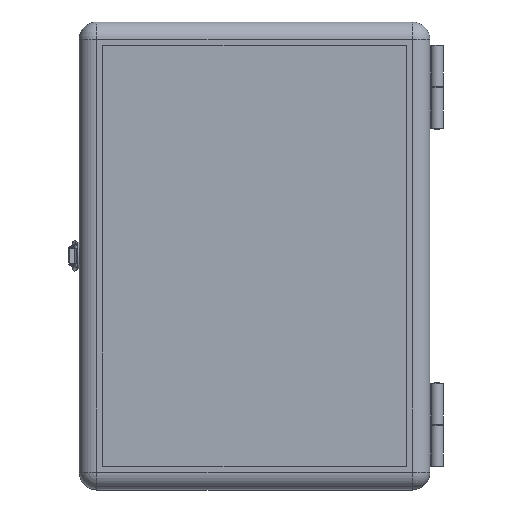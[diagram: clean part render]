
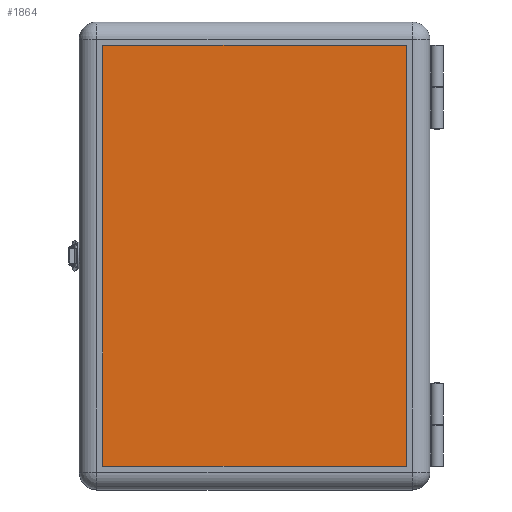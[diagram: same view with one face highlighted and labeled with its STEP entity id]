
A CAD part, top view. The second image highlights one B-rep face of the part: STEP entity #1864.
In plain terms, the highlighted face is planar.
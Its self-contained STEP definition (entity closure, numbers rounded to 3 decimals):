
#1864 = ADVANCED_FACE ( 'NONE', ( #54280 ), #54281, .F. ) ;
#5059 = VERTEX_POINT ( 'NONE', #59188 ) ;
#7011 = VECTOR ( 'NONE', #7724, 1000. ) ;
#7021 = VECTOR ( 'NONE', #7735, 1000. ) ;
#7023 = VECTOR ( 'NONE', #7741, 1000. ) ;
#7026 = VECTOR ( 'NONE', #7751, 1000. ) ;
#7713 = LINE ( 'NONE', #7722, #7011 ) ;
#7722 = CARTESIAN_POINT ( 'NONE',  ( -133.5, -180., 0. ) ) ;
#7724 = DIRECTION ( 'NONE',  ( 1., 0., 0. ) ) ;
#7733 = LINE ( 'NONE', #7734, #7021 ) ;
#7734 = CARTESIAN_POINT ( 'NONE',  ( -130., -183.5, 0. ) ) ;
#7735 = DIRECTION ( 'NONE',  ( 0., -1., 0. ) ) ;
#7739 = LINE ( 'NONE', #7740, #7023 ) ;
#7740 = CARTESIAN_POINT ( 'NONE',  ( 130., -183.5, 0. ) ) ;
#7741 = DIRECTION ( 'NONE',  ( 0., 1., 0. ) ) ;
#7748 = LINE ( 'NONE', #7750, #7026 ) ;
#7750 = CARTESIAN_POINT ( 'NONE',  ( -133.5, 180., 0. ) ) ;
#7751 = DIRECTION ( 'NONE',  ( -1., 0., 0. ) ) ;
#8919 = CARTESIAN_POINT ( 'NONE',  ( -130., -180., 0. ) ) ;
#8957 = CARTESIAN_POINT ( 'NONE',  ( -130., 180., 0. ) ) ;
#8971 = CARTESIAN_POINT ( 'NONE',  ( 130., -180., 0. ) ) ;
#22938 = AXIS2_PLACEMENT_3D ( 'NONE', #54272, #54283, #54284 ) ;
#23767 = EDGE_CURVE ( 'NONE', #31615, #31667, #7713, .T. ) ;
#23771 = EDGE_CURVE ( 'NONE', #31653, #31615, #7733, .T. ) ;
#23773 = EDGE_CURVE ( 'NONE', #31667, #5059, #7739, .T. ) ;
#23776 = EDGE_CURVE ( 'NONE', #5059, #31653, #7748, .T. ) ;
#31615 = VERTEX_POINT ( 'NONE', #8919 ) ;
#31653 = VERTEX_POINT ( 'NONE', #8957 ) ;
#31667 = VERTEX_POINT ( 'NONE', #8971 ) ;
#35127 = ORIENTED_EDGE ( 'NONE', *, *, #23767, .F. ) ;
#35129 = ORIENTED_EDGE ( 'NONE', *, *, #23771, .F. ) ;
#35131 = ORIENTED_EDGE ( 'NONE', *, *, #23776, .F. ) ;
#35133 = ORIENTED_EDGE ( 'NONE', *, *, #23773, .F. ) ;
#51981 = EDGE_LOOP ( 'NONE', ( #35127, #35129, #35131, #35133 ) ) ;
#54272 = CARTESIAN_POINT ( 'NONE',  ( -133.5, -183.5, 0. ) ) ;
#54280 = FACE_OUTER_BOUND ( 'NONE', #51981, .T. ) ;
#54281 = PLANE ( 'NONE',  #22938 ) ;
#54283 = DIRECTION ( 'NONE',  ( 0., 0., 1. ) ) ;
#54284 = DIRECTION ( 'NONE',  ( 1., 0., 0. ) ) ;
#59188 = CARTESIAN_POINT ( 'NONE',  ( 130., 180., 0. ) ) ;
